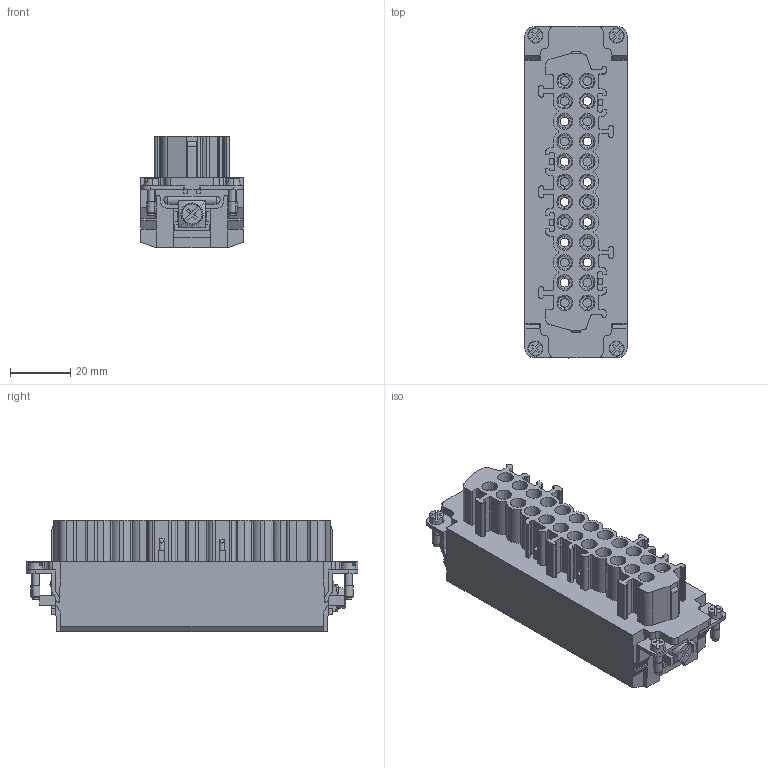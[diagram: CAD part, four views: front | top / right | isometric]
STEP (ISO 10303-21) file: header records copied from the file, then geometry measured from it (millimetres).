
FILE_DESCRIPTION(('Creo Elements/Direct Modeling STEP Export'),'2;1');
FILE_NAME('model.stp','2020-05-05T10:07:16',(''),(''),'Creo Elements/Direct Modeling STEP processor for AP214 (Solid Model)','Creo Elements/Direct Modeling 20.1A 29-Sep-2018 (C) Parametric Technology GmbH','');
FILE_SCHEMA(('AUTOMOTIVE_DESIGN { 1 0 10303 214 1 1 1 1 }'));
Products named in the file (2): HC_HV10_I_PT_F-select
Assembly tree (1 placements, depth 2):
  HC_HV10_I_PT_F-select
    HC_HV10_I_PT_F-select
Bounding box: 34 x 110.3 x 36.9 mm (x, y, z)
Volume: 77847 mm3; surface area: 33262.3 mm2
Topology: 1 solids, 1 shells, 1402 faces, 3942 edges, 2640 vertices
Faces by surface type: plane 934, cylinder 318, cone 140, bspline 6, sphere 4
Entity records: 72167 total; most frequent: CARTESIAN_POINT 25772, ORIENTED_EDGE 7884, DIRECTION 6496, EDGE_CURVE 3942, VECTOR 2704, LINE 2704, VERTEX_POINT 2640, AXIS2_PLACEMENT_3D 1896
